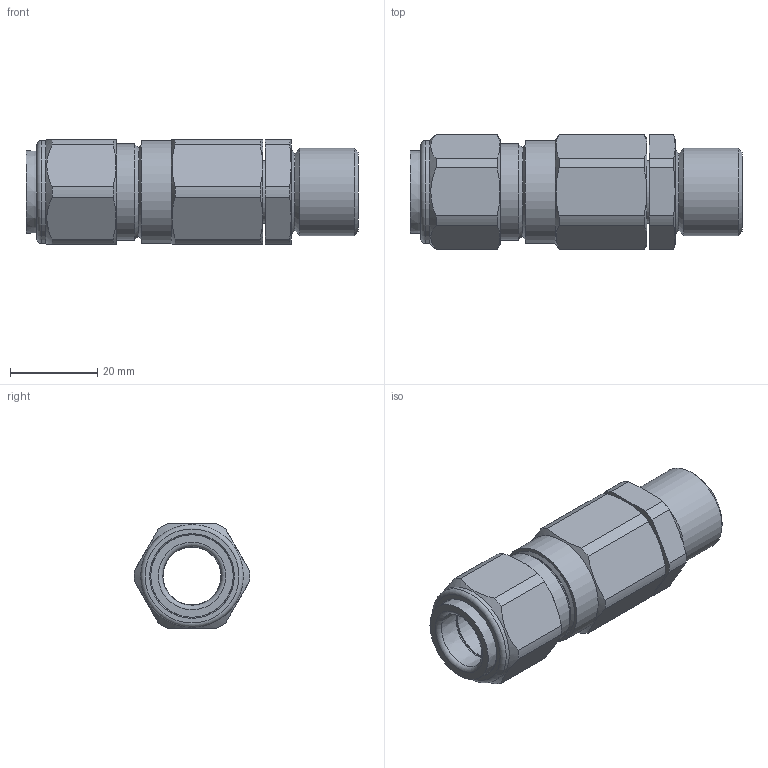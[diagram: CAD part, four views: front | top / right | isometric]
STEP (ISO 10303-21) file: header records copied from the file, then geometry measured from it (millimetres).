
FILE_DESCRIPTION (( 'STEP AP203' ), '1' );
FILE_NAME ('20S16C2K1RA.STEP', '2018-02-26T11:48:14', ( '' ), ( '' ), 'SwSTEP 2.0', 'SolidWorks 2017', '' );
FILE_SCHEMA (( 'CONFIG_CONTROL_DESIGN' ));
Length unit declared in the file: millimetre
Products named in the file (1): 20S16C2K1RA
Bounding box: 75.95 x 26.39 x 24 mm (x, y, z)
Surface area: 9057.8 mm2 (no closed solid volume)
Topology: 0 solids, 5 shells, 86 faces, 213 edges, 136 vertices
Faces by surface type: cone 30, plane 27, cylinder 26, torus 3
Full cylindrical faces by diameter (mm): 13.3 x1, 14.3 x1, 17.72 x1, 20 x1, 20.352 x1, 22 x1, 23.5 x2
Entity records: 2647 total; most frequent: CARTESIAN_POINT 677, DIRECTION 398, ORIENTED_EDGE 358, EDGE_CURVE 184, AXIS2_PLACEMENT_3D 175, VERTEX_POINT 130, EDGE_LOOP 118, FACE_OUTER_BOUND 97
